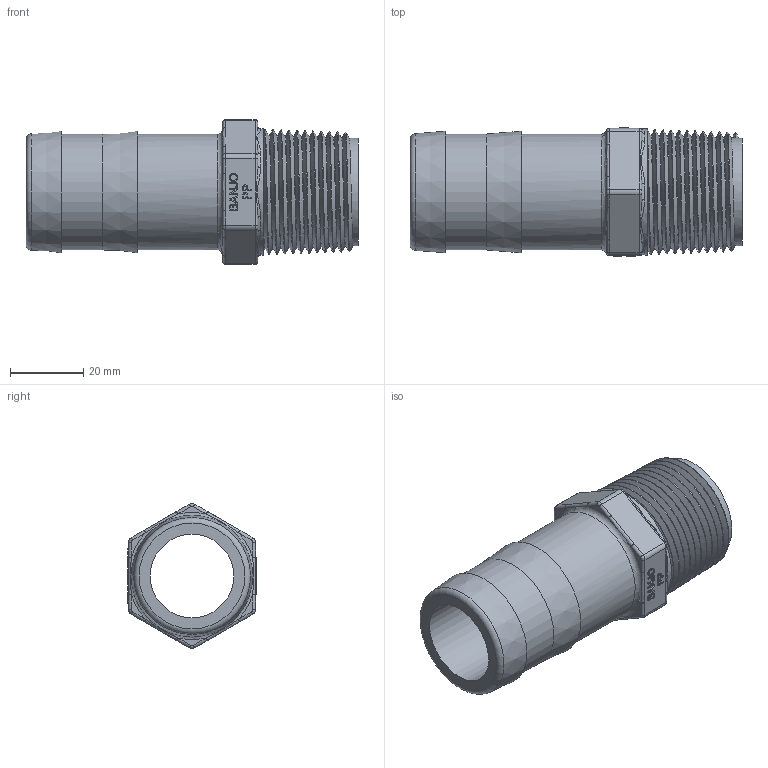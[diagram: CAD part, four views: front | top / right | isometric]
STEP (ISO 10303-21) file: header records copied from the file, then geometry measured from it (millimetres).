
FILE_DESCRIPTION((''),'2;1');
FILE_NAME('HB100-125.stp','2013-03-04T10:27:26',('mclevenger'),(''),'Autodesk Inventor 2013','Autodesk Inventor 2013','');
FILE_SCHEMA(('AUTOMOTIVE_DESIGN { 1 0 10303 214 1 1 1 1 }'));
Length unit declared in the file: inch
Products named in the file (1): HB100-125
Bounding box: 90.93 x 35.31 x 39.71 mm (x, y, z)
Volume: 38095.5 mm3; surface area: 18989.6 mm2
Topology: 1 solids, 1 shells, 348 faces, 898 edges, 581 vertices
Faces by surface type: plane 161, bspline 137, cylinder 28, cone 14, torus 8
Full cylindrical faces by diameter (mm): 22.86 x1, 31.75 x2, 34.544 x1
Entity records: 14562 total; most frequent: CARTESIAN_POINT 7232, ORIENTED_EDGE 1710, DIRECTION 1104, EDGE_CURVE 855, VERTEX_POINT 558, VECTOR 496, LINE 496, EDGE_LOOP 377
